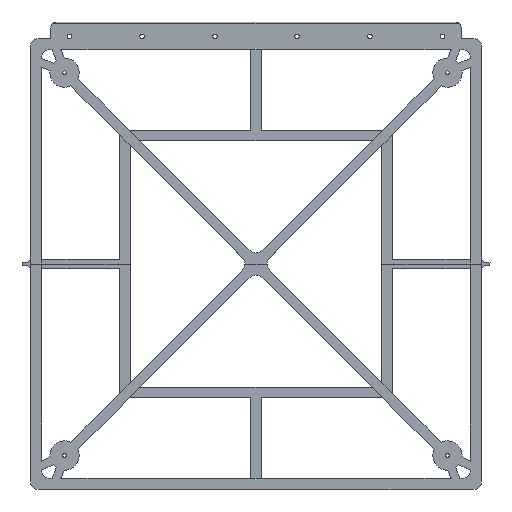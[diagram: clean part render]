
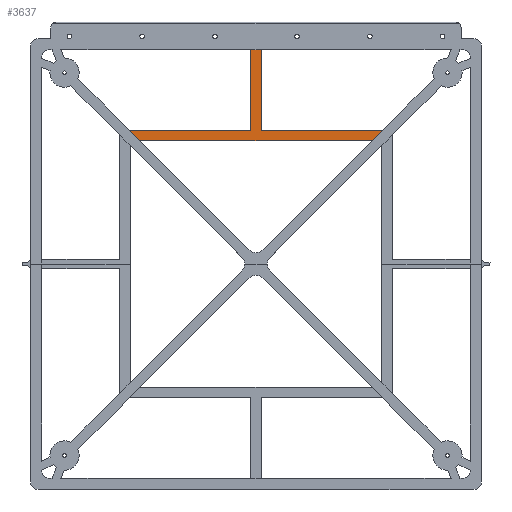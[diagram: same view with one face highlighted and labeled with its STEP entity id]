
A CAD part, top view. The second image highlights one B-rep face of the part: STEP entity #3637.
In plain terms, the highlighted planar face has unit normal (0, 0, 1).
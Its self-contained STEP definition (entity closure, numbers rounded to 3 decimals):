
#191=PLANE('',#3953);
#377=FACE_OUTER_BOUND('',#599,.T.);
#599=EDGE_LOOP('',(#3384,#3385,#3386,#3387,#3388,#3389,#3390,#3391,#3392));
#769=LINE('',#5460,#1174);
#773=LINE('',#5470,#1178);
#777=LINE('',#5480,#1182);
#946=LINE('',#5870,#1351);
#948=LINE('',#5876,#1353);
#951=LINE('',#5882,#1356);
#985=LINE('',#5948,#1390);
#989=LINE('',#5954,#1394);
#993=LINE('',#5962,#1398);
#1174=VECTOR('',#4361,10.);
#1178=VECTOR('',#4367,10.);
#1182=VECTOR('',#4373,10.);
#1351=VECTOR('',#4792,10.);
#1353=VECTOR('',#4798,10.);
#1356=VECTOR('',#4807,10.);
#1390=VECTOR('',#4893,10.);
#1394=VECTOR('',#4901,10.);
#1398=VECTOR('',#4913,10.);
#1728=VERTEX_POINT('',#5457);
#1729=VERTEX_POINT('',#5459);
#1733=VERTEX_POINT('',#5467);
#1734=VERTEX_POINT('',#5469);
#1738=VERTEX_POINT('',#5477);
#1739=VERTEX_POINT('',#5479);
#1834=VERTEX_POINT('',#5865);
#1837=VERTEX_POINT('',#5874);
#1842=VERTEX_POINT('',#5945);
#2088=EDGE_CURVE('',#1729,#1728,#769,.T.);
#2093=EDGE_CURVE('',#1733,#1734,#773,.T.);
#2098=EDGE_CURVE('',#1738,#1739,#777,.T.);
#2303=EDGE_CURVE('',#1729,#1834,#946,.T.);
#2305=EDGE_CURVE('',#1728,#1837,#948,.T.);
#2308=EDGE_CURVE('',#1733,#1834,#951,.T.);
#2342=EDGE_CURVE('',#1738,#1842,#985,.T.);
#2346=EDGE_CURVE('',#1739,#1837,#989,.T.);
#2350=EDGE_CURVE('',#1734,#1842,#993,.T.);
#3384=ORIENTED_EDGE('',*,*,#2346,.F.);
#3385=ORIENTED_EDGE('',*,*,#2098,.F.);
#3386=ORIENTED_EDGE('',*,*,#2342,.T.);
#3387=ORIENTED_EDGE('',*,*,#2350,.F.);
#3388=ORIENTED_EDGE('',*,*,#2093,.F.);
#3389=ORIENTED_EDGE('',*,*,#2308,.T.);
#3390=ORIENTED_EDGE('',*,*,#2303,.F.);
#3391=ORIENTED_EDGE('',*,*,#2088,.T.);
#3392=ORIENTED_EDGE('',*,*,#2305,.T.);
#3637=ADVANCED_FACE('',(#377),#191,.F.);
#3953=AXIS2_PLACEMENT_3D('',#5992,#4959,#4960);
#4361=DIRECTION('',(0.707,-0.707,0.));
#4367=DIRECTION('',(1.,0.,0.));
#4373=DIRECTION('',(-0.707,-0.707,0.));
#4792=DIRECTION('',(1.,0.,0.));
#4798=DIRECTION('',(1.,0.,0.));
#4807=DIRECTION('',(0.,-1.,0.));
#4893=DIRECTION('',(-1.,0.,0.));
#4901=DIRECTION('',(-1.,0.,0.));
#4913=DIRECTION('',(0.,-1.,0.));
#4959=DIRECTION('center_axis',(0.,0.,
-1.));
#4960=DIRECTION('ref_axis',(-1.,0.,0.));
#5457=CARTESIAN_POINT('',(-25.974,304.864,-4.603));
#5459=CARTESIAN_POINT('',(-30.647,309.538,-4.603));
#5460=CARTESIAN_POINT('',(-57.812,336.702,-4.603));
#5467=CARTESIAN_POINT('',(23.297,345.238,-4.603));
#5469=CARTESIAN_POINT('',(27.906,345.238,-4.603));
#5470=CARTESIAN_POINT('',(-74.498,345.238,-4.603));
#5477=CARTESIAN_POINT('',(81.851,309.538,-4.603));
#5479=CARTESIAN_POINT('',(77.177,304.864,-4.603));
#5480=CARTESIAN_POINT('',(109.015,336.702,-4.603));
#5865=CARTESIAN_POINT('',(23.297,309.538,-4.603));
#5870=CARTESIAN_POINT('',(-32.627,309.538,-4.603));
#5874=CARTESIAN_POINT('',(25.602,304.865,-4.603));
#5876=CARTESIAN_POINT('',(-32.627,304.864,-4.603));
#5882=CARTESIAN_POINT('',(23.297,347.926,-4.603));
#5945=CARTESIAN_POINT('',(27.906,309.538,-4.603));
#5948=CARTESIAN_POINT('',(83.83,309.538,-4.603));
#5954=CARTESIAN_POINT('',(83.83,304.864,-4.603));
#5962=CARTESIAN_POINT('',(27.906,347.926,-4.603));
#5992=CARTESIAN_POINT('Origin',(25.602,327.513,-4.603));
